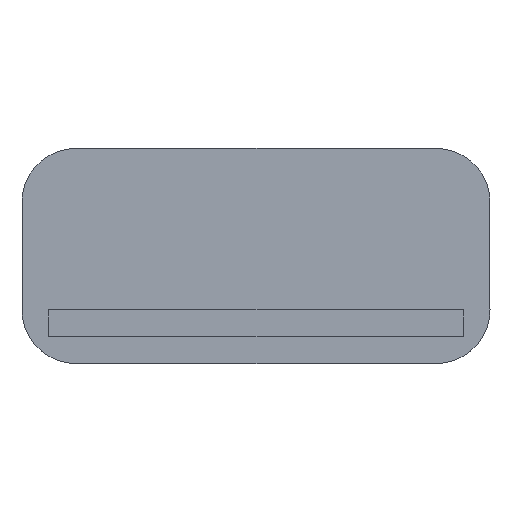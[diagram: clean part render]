
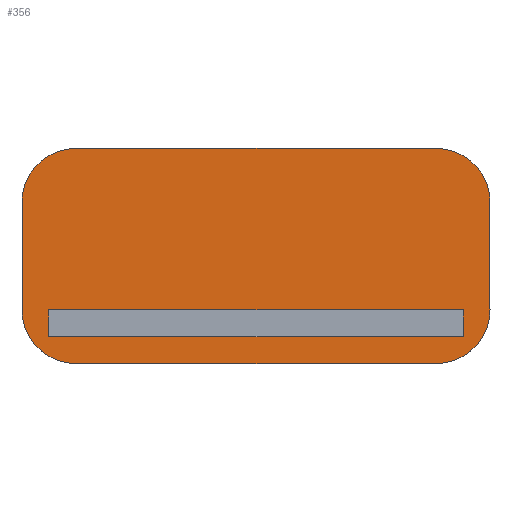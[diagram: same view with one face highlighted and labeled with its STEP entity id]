
A CAD part, top view. The second image highlights one B-rep face of the part: STEP entity #356.
In plain terms, the highlighted planar face has unit normal (0, 0, 1).
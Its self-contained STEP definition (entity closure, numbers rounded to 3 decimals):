
#32=CARTESIAN_POINT('',(136.5,45.,4.));
#33=VERTEX_POINT('',#32);
#34=CARTESIAN_POINT('',(203.5,45.,4.));
#35=VERTEX_POINT('',#34);
#36=CARTESIAN_POINT('',(136.5,45.,4.));
#37=DIRECTION('',(1.,0.,-0.));
#38=VECTOR('',#37,67.);
#39=LINE('',#36,#38);
#40=EDGE_CURVE('',#33,#35,#39,.T.);
#72=CARTESIAN_POINT('',(126.5,35.,4.));
#73=VERTEX_POINT('',#72);
#74=CARTESIAN_POINT('',(126.5,15.,4.));
#75=VERTEX_POINT('',#74);
#76=CARTESIAN_POINT('',(126.5,35.,4.));
#77=DIRECTION('',(0.,-1.,0.));
#78=VECTOR('',#77,20.);
#79=LINE('',#76,#78);
#80=EDGE_CURVE('',#73,#75,#79,.T.);
#112=CARTESIAN_POINT('',(136.5,5.,4.));
#113=VERTEX_POINT('',#112);
#114=CARTESIAN_POINT('',(203.5,5.,4.));
#115=VERTEX_POINT('',#114);
#116=CARTESIAN_POINT('',(136.5,5.,4.));
#117=DIRECTION('',(1.,0.,-0.));
#118=VECTOR('',#117,67.);
#119=LINE('',#116,#118);
#120=EDGE_CURVE('',#113,#115,#119,.T.);
#162=CARTESIAN_POINT('',(131.5,15.,4.));
#163=VERTEX_POINT('',#162);
#170=CARTESIAN_POINT('',(131.5,10.,4.));
#171=VERTEX_POINT('',#170);
#172=CARTESIAN_POINT('',(131.5,15.,4.));
#173=DIRECTION('',(0.,-1.,0.));
#174=VECTOR('',#173,5.);
#175=LINE('',#172,#174);
#176=EDGE_CURVE('',#163,#171,#175,.T.);
#200=CARTESIAN_POINT('',(208.5,15.,4.));
#201=VERTEX_POINT('',#200);
#208=CARTESIAN_POINT('',(131.5,15.,4.));
#209=DIRECTION('',(1.,0.,-0.));
#210=VECTOR('',#209,77.);
#211=LINE('',#208,#210);
#212=EDGE_CURVE('',#163,#201,#211,.T.);
#231=CARTESIAN_POINT('',(208.5,10.,4.));
#232=VERTEX_POINT('',#231);
#239=CARTESIAN_POINT('',(208.5,10.,4.));
#240=DIRECTION('',(0.,1.,0.));
#241=VECTOR('',#240,5.);
#242=LINE('',#239,#241);
#243=EDGE_CURVE('',#232,#201,#242,.T.);
#261=CARTESIAN_POINT('',(131.5,10.,4.));
#262=DIRECTION('',(1.,0.,-0.));
#263=VECTOR('',#262,77.);
#264=LINE('',#261,#263);
#265=EDGE_CURVE('',#171,#232,#264,.T.);
#286=CARTESIAN_POINT('',(213.5,35.,4.));
#287=VERTEX_POINT('',#286);
#294=CARTESIAN_POINT('',(213.5,15.,4.));
#295=VERTEX_POINT('',#294);
#296=CARTESIAN_POINT('',(213.5,35.,4.));
#297=DIRECTION('',(0.,-1.,0.));
#298=VECTOR('',#297,20.);
#299=LINE('',#296,#298);
#300=EDGE_CURVE('',#287,#295,#299,.T.);
#311=CARTESIAN_POINT('',(0.,0.,4.));
#312=DIRECTION('',(0.,0.,1.));
#313=DIRECTION('',(1.,0.,0.));
#314=AXIS2_PLACEMENT_3D('',#311,#312,#313);
#315=PLANE('',#314);
#316=ORIENTED_EDGE('',*,*,#176,.F.);
#317=ORIENTED_EDGE('',*,*,#212,.T.);
#318=ORIENTED_EDGE('',*,*,#243,.F.);
#319=ORIENTED_EDGE('',*,*,#265,.F.);
#320=EDGE_LOOP('',(#316,#317,#318,#319));
#321=FACE_BOUND('',#320,.T.);
#322=ORIENTED_EDGE('',*,*,#300,.F.);
#323=CARTESIAN_POINT('',(203.5,35.,4.));
#324=DIRECTION('',(0.,0.,1.));
#325=DIRECTION('',(1.,0.,-0.));
#326=AXIS2_PLACEMENT_3D('',#323,#324,#325);
#327=CIRCLE('',#326,10.);
#328=EDGE_CURVE('',#287,#35,#327,.T.);
#329=ORIENTED_EDGE('',*,*,#328,.T.);
#330=ORIENTED_EDGE('',*,*,#40,.F.);
#331=CARTESIAN_POINT('',(136.5,35.,4.));
#332=DIRECTION('',(0.,0.,1.));
#333=DIRECTION('',(1.,0.,-0.));
#334=AXIS2_PLACEMENT_3D('',#331,#332,#333);
#335=CIRCLE('',#334,10.);
#336=EDGE_CURVE('',#33,#73,#335,.T.);
#337=ORIENTED_EDGE('',*,*,#336,.T.);
#338=ORIENTED_EDGE('',*,*,#80,.T.);
#339=CARTESIAN_POINT('',(136.5,15.,4.));
#340=DIRECTION('',(0.,0.,1.));
#341=DIRECTION('',(1.,0.,-0.));
#342=AXIS2_PLACEMENT_3D('',#339,#340,#341);
#343=CIRCLE('',#342,10.);
#344=EDGE_CURVE('',#75,#113,#343,.T.);
#345=ORIENTED_EDGE('',*,*,#344,.T.);
#346=ORIENTED_EDGE('',*,*,#120,.T.);
#347=CARTESIAN_POINT('',(203.5,15.,4.));
#348=DIRECTION('',(0.,0.,1.));
#349=DIRECTION('',(1.,0.,-0.));
#350=AXIS2_PLACEMENT_3D('',#347,#348,#349);
#351=CIRCLE('',#350,10.);
#352=EDGE_CURVE('',#115,#295,#351,.T.);
#353=ORIENTED_EDGE('',*,*,#352,.T.);
#354=EDGE_LOOP('',(#322,#329,#330,#337,#338,#345,#346,#353));
#355=FACE_BOUND('',#354,.T.);
#356=ADVANCED_FACE('',(#321,#355),#315,.T.);
